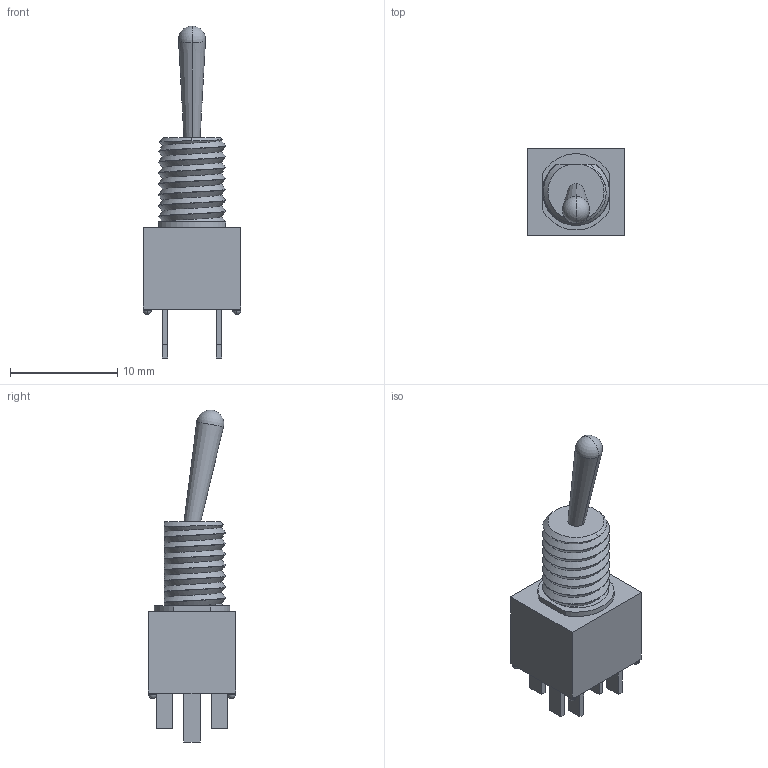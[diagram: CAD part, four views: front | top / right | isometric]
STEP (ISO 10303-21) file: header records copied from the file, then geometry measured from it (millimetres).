
FILE_DESCRIPTION(('STEP AP242'),'1');
FILE_NAME('2267077-3.stp','2021-02-22T15:46:25',('TraceParts'),('TraceParts S.A.'),'Spatial InterOp 3D',' ',' ');
FILE_SCHEMA(('AP242_MANAGED_MODEL_BASED_3D_ENGINEERING_MIM_LF {1 0 10303 442 1 1 4}'));
Length unit declared in the file: millimetre
Products named in the file (1): 2267077-3
Bounding box: 9.14 x 8.13 x 30.99 mm (x, y, z)
Volume: 846.9 mm3; surface area: 756.7 mm2
Topology: 1 solids, 1 shells, 105 faces, 274 edges, 169 vertices
Faces by surface type: plane 45, cylinder 25, bspline 21, sphere 10, cone 4
Entity records: 6455 total; most frequent: CARTESIAN_POINT 4123, ORIENTED_EDGE 528, DIRECTION 388, EDGE_CURVE 264, VERTEX_POINT 169, LINE 140, VECTOR 140, AXIS2_PLACEMENT_3D 124
